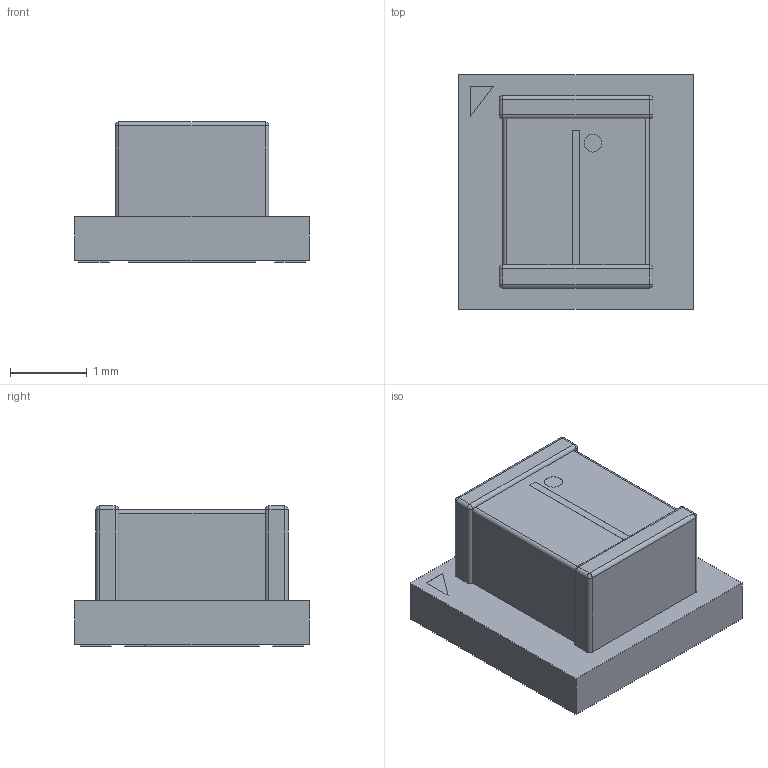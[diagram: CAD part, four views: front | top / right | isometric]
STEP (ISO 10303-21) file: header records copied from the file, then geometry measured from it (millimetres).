
FILE_DESCRIPTION(/* description */ (''),/* implementation_level */ '2;1');
FILE_NAME(/* name */ 'ANALOG DEVICES MAXM1763x.step',/* time_stamp */ '2024-07-27T04:53:05+01:00',/* author */ (''),/* organization */ (''),/* preprocessor_version */ 'ST-DEVELOPER v20',/* originating_system */ 'Autodesk Translation Framework v13.14.0.145',/* authorisation */ '');
FILE_SCHEMA (('AUTOMOTIVE_DESIGN { 1 0 10303 214 3 1 1 }'));
Length unit declared in the file: millimetre
Products named in the file (1): ANALOG DEVICES MAXM1763x
Bounding box: 3.05 x 3.05 x 1.82 mm (x, y, z)
Volume: 11.1 mm3; surface area: 36.9 mm2
Topology: 1 solids, 1 shells, 138 faces, 319 edges, 202 vertices
Faces by surface type: plane 111, cylinder 19, sphere 8
Full cylindrical faces by diameter (mm): 0.231 x1
Entity records: 3947 total; most frequent: CARTESIAN_POINT 660, ORIENTED_EDGE 638, DIRECTION 637, EDGE_CURVE 319, LINE 279, VECTOR 279, VERTEX_POINT 202, AXIS2_PLACEMENT_3D 179
